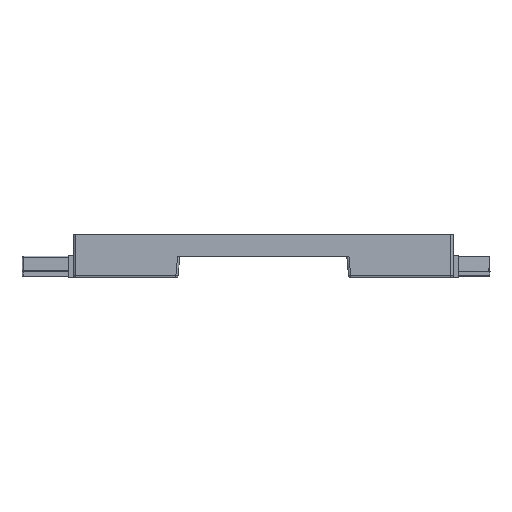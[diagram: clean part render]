
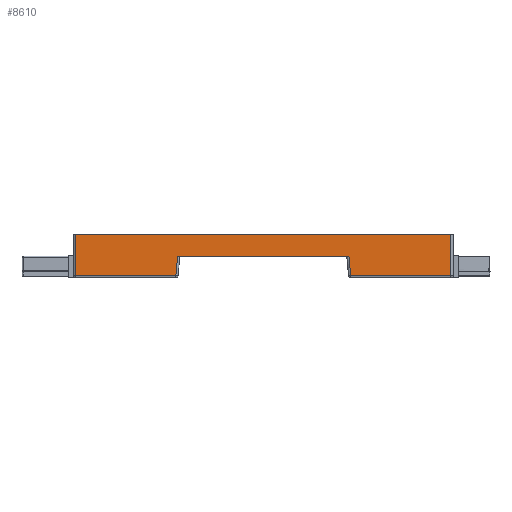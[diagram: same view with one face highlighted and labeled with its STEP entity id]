
A CAD part, left-side view. The second image highlights one B-rep face of the part: STEP entity #8610.
In plain terms, the highlighted planar face has unit normal (-1, 0, 0).
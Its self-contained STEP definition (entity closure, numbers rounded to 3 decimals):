
#7567 = VERTEX_POINT('',#7568);
#7568 = CARTESIAN_POINT('',(-25.001,-19.403,
    -6.9));
#7575 = EDGE_CURVE('',#7576,#7567,#7578,.T.);
#7576 = VERTEX_POINT('',#7577);
#7577 = CARTESIAN_POINT('',(-25.004,19.601,
    -6.9));
#7578 = LINE('',#7579,#7580);
#7579 = CARTESIAN_POINT('',(-25.005,43.299,
    -6.9));
#7580 = VECTOR('',#7581,1.);
#7581 = DIRECTION('',(0.,-1.,
    0.));
#8610 = ADVANCED_FACE('',(#8611),#8668,.T.);
#8611 = FACE_BOUND('',#8612,.T.);
#8612 = EDGE_LOOP('',(#8613,#8623,#8631,#8639,#8647,#8653,#8654,#8662));
#8613 = ORIENTED_EDGE('',*,*,#8614,.T.);
#8614 = EDGE_CURVE('',#8615,#8617,#8619,.T.);
#8615 = VERTEX_POINT('',#8616);
#8616 = CARTESIAN_POINT('',(-25.,-42.601,
    -11.4));
#8617 = VERTEX_POINT('',#8618);
#8618 = CARTESIAN_POINT('',(-25.,-42.601,
    -1.9));
#8619 = LINE('',#8620,#8621);
#8620 = CARTESIAN_POINT('',(-25.,-42.601,
    -1.9));
#8621 = VECTOR('',#8622,1.);
#8622 = DIRECTION('',(0.,0.,1.));
#8623 = ORIENTED_EDGE('',*,*,#8624,.T.);
#8624 = EDGE_CURVE('',#8617,#8625,#8627,.T.);
#8625 = VERTEX_POINT('',#8626);
#8626 = CARTESIAN_POINT('',(-25.005,42.799,
    -1.9));
#8627 = LINE('',#8628,#8629);
#8628 = CARTESIAN_POINT('',(-25.,-42.601,
    -1.9));
#8629 = VECTOR('',#8630,1.);
#8630 = DIRECTION('',(0.,1.,
    0.));
#8631 = ORIENTED_EDGE('',*,*,#8632,.T.);
#8632 = EDGE_CURVE('',#8625,#8633,#8635,.T.);
#8633 = VERTEX_POINT('',#8634);
#8634 = CARTESIAN_POINT('',(-25.005,42.799,
    -11.4));
#8635 = LINE('',#8636,#8637);
#8636 = CARTESIAN_POINT('',(-25.005,42.799,
    -1.9));
#8637 = VECTOR('',#8638,1.);
#8638 = DIRECTION('',(0.,0.,-1.));
#8639 = ORIENTED_EDGE('',*,*,#8640,.T.);
#8640 = EDGE_CURVE('',#8633,#8641,#8643,.T.);
#8641 = VERTEX_POINT('',#8642);
#8642 = CARTESIAN_POINT('',(-25.004,19.994,
    -11.4));
#8643 = LINE('',#8644,#8645);
#8644 = CARTESIAN_POINT('',(-25.,-42.601,
    -11.4));
#8645 = VECTOR('',#8646,1.);
#8646 = DIRECTION('',(0.,-1.,
    0.));
#8647 = ORIENTED_EDGE('',*,*,#8648,.T.);
#8648 = EDGE_CURVE('',#8641,#7576,#8649,.T.);
#8649 = LINE('',#8650,#8651);
#8650 = CARTESIAN_POINT('',(-25.004,19.994,
    -11.4));
#8651 = VECTOR('',#8652,1.);
#8652 = DIRECTION('',(0.,-0.087,
    0.996));
#8653 = ORIENTED_EDGE('',*,*,#7575,.T.);
#8654 = ORIENTED_EDGE('',*,*,#8655,.T.);
#8655 = EDGE_CURVE('',#7567,#8656,#8658,.T.);
#8656 = VERTEX_POINT('',#8657);
#8657 = CARTESIAN_POINT('',(-25.001,-19.797,
    -11.4));
#8658 = LINE('',#8659,#8660);
#8659 = CARTESIAN_POINT('',(-25.001,-19.403,
    -6.9));
#8660 = VECTOR('',#8661,1.);
#8661 = DIRECTION('',(0.,-0.087,
    -0.996));
#8662 = ORIENTED_EDGE('',*,*,#8663,.T.);
#8663 = EDGE_CURVE('',#8656,#8615,#8664,.T.);
#8664 = LINE('',#8665,#8666);
#8665 = CARTESIAN_POINT('',(-25.,-42.601,
    -11.4));
#8666 = VECTOR('',#8667,1.);
#8667 = DIRECTION('',(0.,-1.,
    0.));
#8668 = PLANE('',#8669);
#8669 = AXIS2_PLACEMENT_3D('',#8670,#8671,#8672);
#8670 = CARTESIAN_POINT('',(-25.,-42.601,
    -1.9));
#8671 = DIRECTION('',(-1.,0.,
    0.));
#8672 = DIRECTION('',(0.,1.,
    0.));
